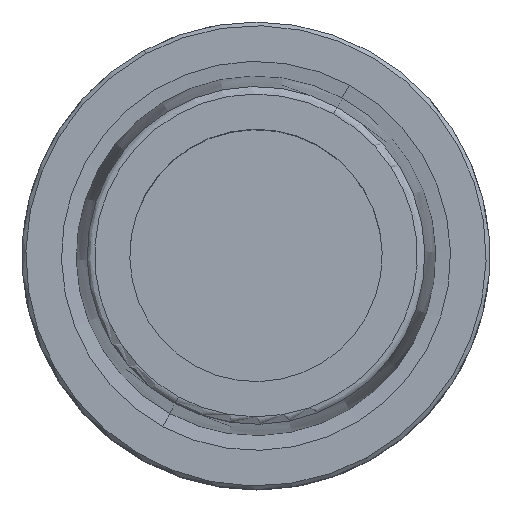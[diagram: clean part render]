
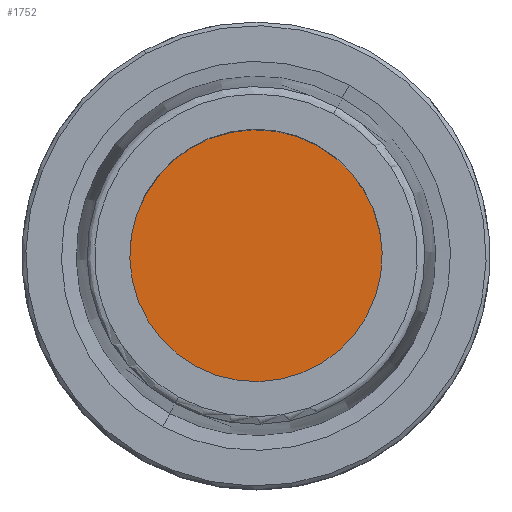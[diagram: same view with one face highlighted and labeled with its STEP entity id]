
A CAD part, top view. The second image highlights one B-rep face of the part: STEP entity #1752.
In plain terms, the highlighted planar face has unit normal (0, 0, 1).
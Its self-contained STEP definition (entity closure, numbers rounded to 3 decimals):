
#1732=AXIS2_PLACEMENT_3D('Plane Axis2P3D',#1729,#1730,#1731) ;
#1736=AXIS2_PLACEMENT_3D('Circle Axis2P3D',#1734,#1735,$) ;
#1745=AXIS2_PLACEMENT_3D('Circle Axis2P3D',#1743,#1744,$) ;
#1729=CARTESIAN_POINT('Axis2P3D Location',(0.,0.,-10.)) ;
#1734=CARTESIAN_POINT('Axis2P3D Location',(0.,0.,-10.)) ;
#1738=CARTESIAN_POINT('Vertex',(-8.15,-14.919,-10.)) ;
#1740=CARTESIAN_POINT('Vertex',(8.15,14.919,-10.)) ;
#1743=CARTESIAN_POINT('Axis2P3D Location',(0.,0.,-10.)) ;
#1730=DIRECTION('Axis2P3D Direction',(0.,0.,1.)) ;
#1731=DIRECTION('Axis2P3D XDirection',(1.,0.,0.)) ;
#1735=DIRECTION('Axis2P3D Direction',(0.,0.,1.)) ;
#1744=DIRECTION('Axis2P3D Direction',(0.,0.,1.)) ;
#1749=ORIENTED_EDGE('',*,*,#1742,.T.) ;
#1750=ORIENTED_EDGE('',*,*,#1747,.T.) ;
#1752=ADVANCED_FACE('NOCUT',(#1751),#1733,.T.) ;
#1737=CIRCLE('generated circle',#1736,17.) ;
#1746=CIRCLE('generated circle',#1745,17.) ;
#1742=EDGE_CURVE('',#1739,#1741,#1737,.T.) ;
#1747=EDGE_CURVE('',#1741,#1739,#1746,.T.) ;
#1748=EDGE_LOOP('',(#1749,#1750)) ;
#1751=FACE_OUTER_BOUND('',#1748,.T.) ;
#1733=PLANE('',#1732) ;
#1739=VERTEX_POINT('',#1738) ;
#1741=VERTEX_POINT('',#1740) ;
